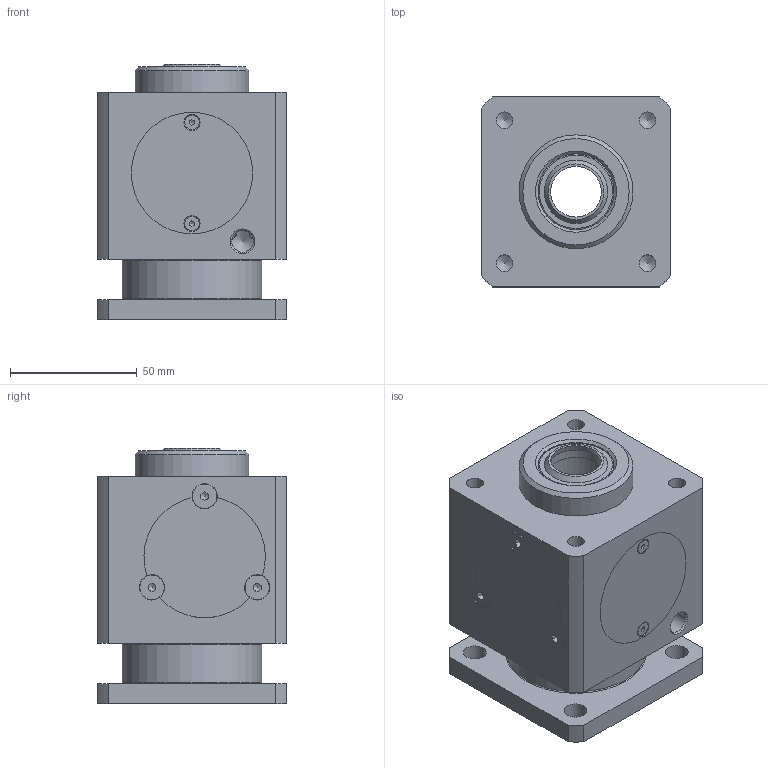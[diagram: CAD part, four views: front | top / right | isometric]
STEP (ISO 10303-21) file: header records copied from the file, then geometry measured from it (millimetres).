
FILE_DESCRIPTION(/* description */ (''),/* implementation_level */ '2;1');
FILE_NAME(/* name */ 'C-BH-063.stp',/* time_stamp */ '2016-02-01T13:42:23+01:00',/* author */ (''),/* organization */ (''),/* preprocessor_version */ 'ST-DEVELOPER v15.2',/* originating_system */ 'Autodesk Translator Framework v2.0.0.5431',/* authorisation */ '');
FILE_SCHEMA (('AUTOMOTIVE_DESIGN { 1 0 10303 214 3 1 1 }'));
Length unit declared in the file: centimetre
Products named in the file (1): (Unsaved)
Bounding box: 75 x 75 x 101 mm (x, y, z)
Volume: 293697 mm3; surface area: 78072.3 mm2
Topology: 14 solids, 14 shells, 1156 faces, 3133 edges, 2047 vertices
Faces by surface type: bspline 641, plane 303, cylinder 129, cone 74, torus 8, sphere 1
Full cylindrical faces by diameter (mm): 2 x2, 2.459 x6, 3 x6, 3.4 x2, 4.13 x6, 5 x12, 5.5 x6, 5.7 x2, 6.65 x4, 8.566 x1, 9 x4, 9.64 x6, 15 x1, 21 x1, 22 x2, 26 x1, 30 x4, 34 x1, 37 x2, 40 x5, 45 x1, 45.5 x1, 48 x2, 55 x1
Entity records: 41445 total; most frequent: CARTESIAN_POINT 17732, ORIENTED_EDGE 5908, EDGE_CURVE 2934, DIRECTION 2829, VERTEX_POINT 2007, EDGE_LOOP 1385, B_SPLINE_CURVE_WITH_KNOTS 1379, LINE 1185
